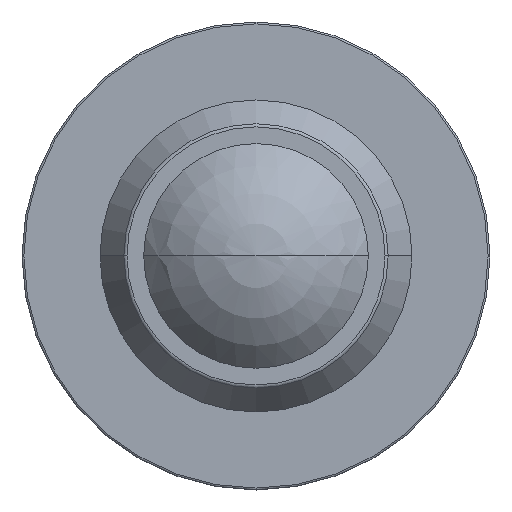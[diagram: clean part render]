
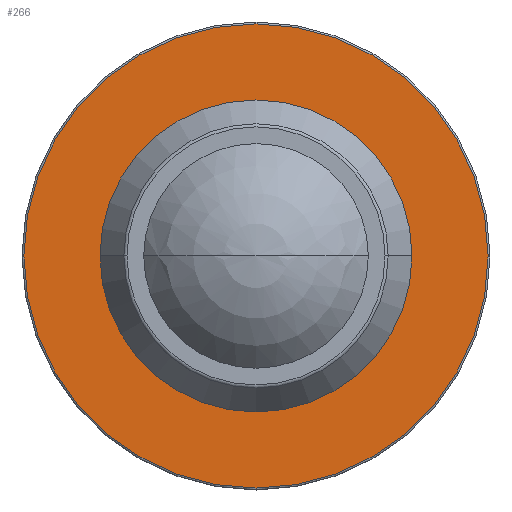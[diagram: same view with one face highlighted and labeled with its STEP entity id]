
A CAD part, top view. The second image highlights one B-rep face of the part: STEP entity #266.
In plain terms, the highlighted planar face has unit normal (0, 0, 1).
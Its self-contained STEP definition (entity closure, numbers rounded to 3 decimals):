
#112=VERTEX_POINT('',#293);
#120=VERTEX_POINT('',#301);
#126=EDGE_CURVE('',#246,#120,#309,.T.);
#134=EDGE_CURVE('',#112,#164,#317,.T.);
#164=VERTEX_POINT('',#351);
#222=EDGE_CURVE('',#120,#246,#416,.T.);
#246=VERTEX_POINT('',#445);
#258=EDGE_CURVE('',#164,#112,#458,.T.);
#266=ADVANCED_FACE('',(#467,#468),#469,.T.);
#293=CARTESIAN_POINT('',(25.0,0.,4.));
#301=CARTESIAN_POINT('',(37.2,0.,4.));
#309=CIRCLE('',#510,37.2);
#317=CIRCLE('',#521,25.0);
#351=CARTESIAN_POINT('',(-25.0,0.,4.));
#416=CIRCLE('',#644,37.2);
#445=CARTESIAN_POINT('',(-37.2,0.,4.));
#458=CIRCLE('',#691,25.0);
#467=FACE_OUTER_BOUND('',#701,.T.);
#468=FACE_BOUND('',#702,.T.);
#469=PLANE('',#703);
#510=AXIS2_PLACEMENT_3D('',#742,#743,#744);
#521=AXIS2_PLACEMENT_3D('',#746,#747,#748);
#644=AXIS2_PLACEMENT_3D('',#884,#885,#886);
#691=AXIS2_PLACEMENT_3D('',#945,#946,#947);
#701=EDGE_LOOP('',(#960,#961));
#702=EDGE_LOOP('',(#962,#963));
#703=AXIS2_PLACEMENT_3D('',#964,#965,#966);
#742=CARTESIAN_POINT('',(0.0,0.,4.));
#743=DIRECTION('',(-0.0,0.0,-1.0));
#744=DIRECTION('',(-1.0,0.,0.0));
#746=CARTESIAN_POINT('',(0.0,0.,4.));
#747=DIRECTION('',(-0.0,0.0,-1.0));
#748=DIRECTION('',(-1.0,0.,0.0));
#884=CARTESIAN_POINT('',(0.0,0.,4.));
#885=DIRECTION('',(-0.0,0.0,-1.0));
#886=DIRECTION('',(-1.0,0.,0.0));
#945=CARTESIAN_POINT('',(0.0,0.,4.));
#946=DIRECTION('',(-0.0,0.0,-1.0));
#947=DIRECTION('',(-1.0,0.,0.0));
#960=ORIENTED_EDGE('',*,*,#126,.F.);
#961=ORIENTED_EDGE('',*,*,#222,.F.);
#962=ORIENTED_EDGE('',*,*,#258,.T.);
#963=ORIENTED_EDGE('',*,*,#134,.T.);
#964=CARTESIAN_POINT('',(-31.1,0.,4.));
#965=DIRECTION('',(0.0,0.0,1.0));
#966=DIRECTION('',(-1.0,0.,0.0));
